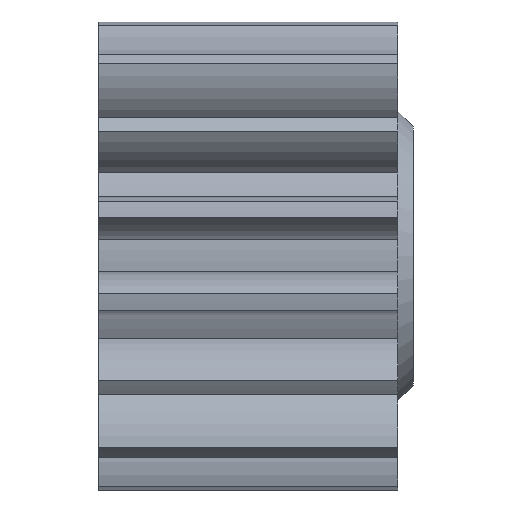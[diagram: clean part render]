
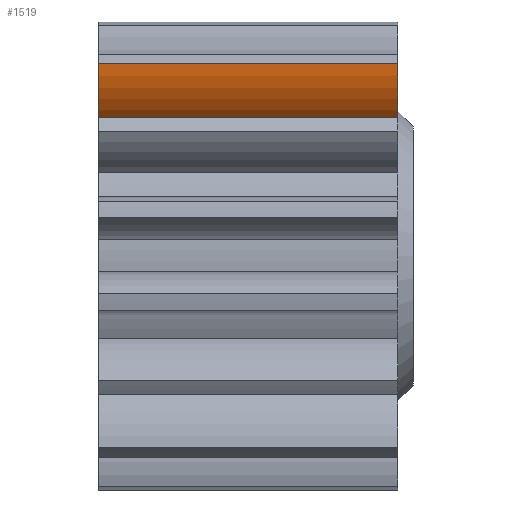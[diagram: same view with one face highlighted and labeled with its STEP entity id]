
A CAD part, top view. The second image highlights one B-rep face of the part: STEP entity #1519.
In plain terms, the highlighted cylindrical face has radius 4.064 mm (diameter 8.128 mm), a partial arc.
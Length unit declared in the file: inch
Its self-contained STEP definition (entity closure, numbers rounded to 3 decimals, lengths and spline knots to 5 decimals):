
#42=FACE_OUTER_BOUND('',#124,.T.);
#124=EDGE_LOOP('',(#1003,#1004,#1005,#1006));
#214=LINE('',#2545,#302);
#215=LINE('',#2547,#303);
#302=VECTOR('',#2013,0.568);
#303=VECTOR('',#2014,0.568);
#393=CIRCLE('',#1620,0.16);
#447=CIRCLE('',#1679,0.16);
#545=VERTEX_POINT('',#2421);
#546=VERTEX_POINT('',#2423);
#600=VERTEX_POINT('',#2544);
#601=VERTEX_POINT('',#2546);
#701=EDGE_CURVE('',#546,#545,#393,.T.);
#763=EDGE_CURVE('',#600,#546,#214,.T.);
#764=EDGE_CURVE('',#545,#601,#215,.T.);
#765=EDGE_CURVE('',#601,#600,#447,.T.);
#1003=ORIENTED_EDGE('',*,*,#763,.T.);
#1004=ORIENTED_EDGE('',*,*,#701,.T.);
#1005=ORIENTED_EDGE('',*,*,#764,.T.);
#1006=ORIENTED_EDGE('',*,*,#765,.T.);
#1366=CYLINDRICAL_SURFACE('',#1678,0.16);
#1519=ADVANCED_FACE('',(#42),#1366,.T.);
#1620=AXIS2_PLACEMENT_3D('',#2424,#1887,#1888);
#1678=AXIS2_PLACEMENT_3D('',#2543,#2011,#2012);
#1679=AXIS2_PLACEMENT_3D('',#2548,#2015,#2016);
#1887=DIRECTION('center_axis',(-1.,0.,0.));
#1888=DIRECTION('ref_axis',(0.,0.,1.));
#2011=DIRECTION('center_axis',(-1.,0.,0.));
#2012=DIRECTION('ref_axis',(0.,0.,1.));
#2013=DIRECTION('',(1.,0.,0.));
#2014=DIRECTION('',(-1.,0.,0.));
#2015=DIRECTION('center_axis',(1.,0.,0.));
#2016=DIRECTION('ref_axis',(0.,0.,1.));
#2421=CARTESIAN_POINT('',(0.568,0.36498,0.26322));
#2423=CARTESIAN_POINT('',(0.568,0.25975,0.21627));
#2424=CARTESIAN_POINT('Origin',(0.568,0.37319,0.10343));
#2543=CARTESIAN_POINT('Origin',(0.568,0.37319,0.10343));
#2544=CARTESIAN_POINT('',(0.,0.25975,0.21627));
#2545=CARTESIAN_POINT('',(0.568,0.25975,0.21627));
#2546=CARTESIAN_POINT('',(0.,0.36498,0.26322));
#2547=CARTESIAN_POINT('',(0.568,0.36498,0.26322));
#2548=CARTESIAN_POINT('Origin',(0.,0.37319,0.10343));
